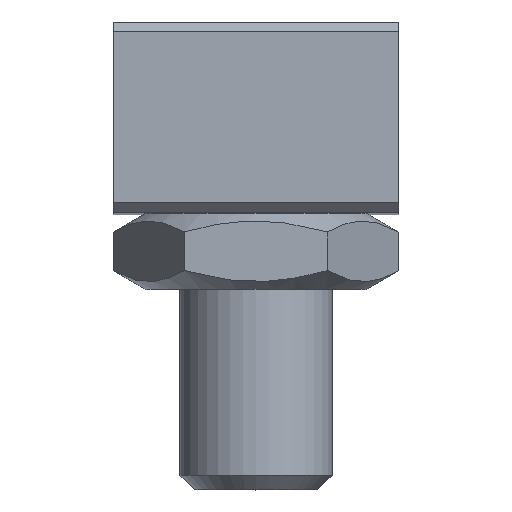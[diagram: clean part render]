
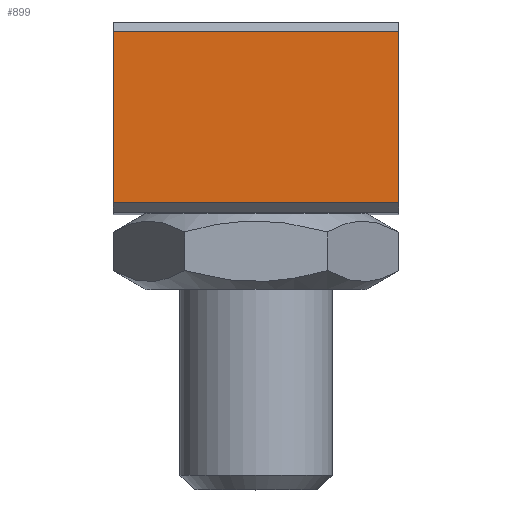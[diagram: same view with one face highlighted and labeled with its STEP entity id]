
A CAD part, top view. The second image highlights one B-rep face of the part: STEP entity #899.
In plain terms, the highlighted planar face has unit normal (0, 0, 1).
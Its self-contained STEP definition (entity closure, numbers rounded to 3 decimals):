
#81=PLANE('',#1059);
#122=FACE_OUTER_BOUND('',#178,.T.);
#178=EDGE_LOOP('',(#707,#708,#709,#710));
#233=LINE('',#1449,#309);
#237=LINE('',#1458,#313);
#253=LINE('',#1488,#329);
#254=LINE('',#1490,#330);
#309=VECTOR('',#1195,10.);
#313=VECTOR('',#1203,10.);
#329=VECTOR('',#1225,10.);
#330=VECTOR('',#1228,10.);
#427=VERTEX_POINT('',#1442);
#430=VERTEX_POINT('',#1447);
#433=VERTEX_POINT('',#1457);
#443=VERTEX_POINT('',#1484);
#525=EDGE_CURVE('',#430,#427,#233,.T.);
#529=EDGE_CURVE('',#433,#427,#237,.T.);
#545=EDGE_CURVE('',#433,#443,#253,.T.);
#546=EDGE_CURVE('',#443,#430,#254,.T.);
#707=ORIENTED_EDGE('',*,*,#525,.F.);
#708=ORIENTED_EDGE('',*,*,#546,.F.);
#709=ORIENTED_EDGE('',*,*,#545,.F.);
#710=ORIENTED_EDGE('',*,*,#529,.T.);
#899=ADVANCED_FACE('',(#122),#81,.T.);
#1059=AXIS2_PLACEMENT_3D('',#1489,#1226,#1227);
#1195=DIRECTION('',(0.,-1.,0.));
#1203=DIRECTION('',(1.,0.,0.));
#1225=DIRECTION('',(0.,1.,0.));
#1226=DIRECTION('center_axis',(0.,0.,1.));
#1227=DIRECTION('ref_axis',(0.,-1.,0.));
#1228=DIRECTION('',(1.,0.,0.));
#1442=CARTESIAN_POINT('',(9.5,-7.5,34.5));
#1447=CARTESIAN_POINT('',(9.5,7.5,34.5));
#1449=CARTESIAN_POINT('',(9.5,3.75,34.5));
#1457=CARTESIAN_POINT('',(0.5,-7.5,34.5));
#1458=CARTESIAN_POINT('',(0.,-7.5,34.5));
#1484=CARTESIAN_POINT('',(0.5,7.5,34.5));
#1488=CARTESIAN_POINT('',(0.5,3.75,34.5));
#1489=CARTESIAN_POINT('Origin',(0.,7.5,34.5));
#1490=CARTESIAN_POINT('',(0.,7.5,34.5));
